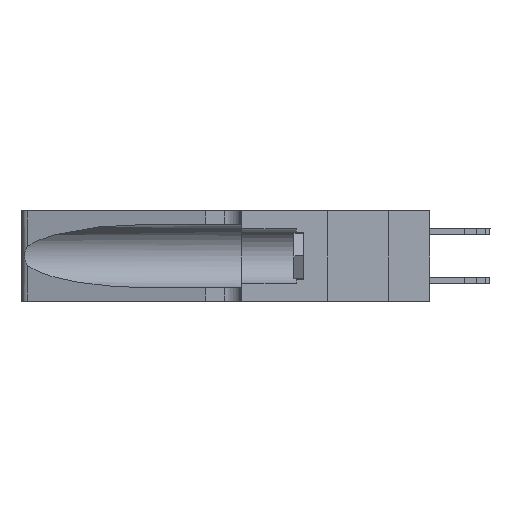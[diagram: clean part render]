
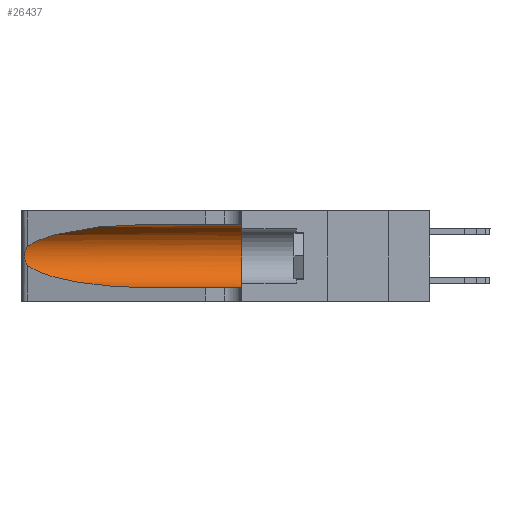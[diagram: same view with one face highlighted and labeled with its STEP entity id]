
A CAD part, left-side view. The second image highlights one B-rep face of the part: STEP entity #26437.
In plain terms, the highlighted cylindrical face has radius 3.308 mm (diameter 6.617 mm), a partial arc.
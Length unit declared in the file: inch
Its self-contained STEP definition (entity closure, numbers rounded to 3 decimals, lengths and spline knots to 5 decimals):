
#950 = AXIS2_PLACEMENT_3D ( 'NONE', #32428, #10896, #37967 ) ;
#2399 = CARTESIAN_POINT ( 'NONE',  ( 0.1305, 1.61858, 0.05475 ) ) ;
#2508 = DIRECTION ( 'NONE',  ( 0., -1., 0. ) ) ;
#2549 = CARTESIAN_POINT ( 'NONE',  ( 0.25487, 1.22718, 0.22369 ) ) ;
#2687 = CARTESIAN_POINT ( 'NONE',  ( 0.26017, 1.23833, 0.17102 ) ) ;
#3077 = CARTESIAN_POINT ( 'NONE',  ( 0.25487, 1.22718, 0.14631 ) ) ;
#3314 = CARTESIAN_POINT ( 'NONE',  ( 0.25487, 1.22718, 0.14631 ) ) ;
#5333 = CARTESIAN_POINT ( 'NONE',  ( 0.25639, 1.23186, 0.15144 ) ) ;
#5590 = CARTESIAN_POINT ( 'NONE',  ( 0.26075, 1.23896, 0.19203 ) ) ;
#5986 = CARTESIAN_POINT ( 'NONE',  ( 0.1305, 0.72297, 0.05475 ) ) ;
#8403 = CARTESIAN_POINT ( 'NONE',  ( 0.25487, 1.22718, 0.22369 ) ) ;
#10048 = CARTESIAN_POINT ( 'NONE',  ( 0.1305, 0.72297, 0.31525 ) ) ;
#10896 = DIRECTION ( 'NONE',  ( 0., 1., 0. ) ) ;
#11188 = LINE ( 'NONE', #26521, #18253 ) ;
#11283 = CARTESIAN_POINT ( 'NONE',  ( 0.25856, 1.23593, 0.16098 ) ) ;
#11545 = DIRECTION ( 'NONE',  ( 0., -1., 0. ) ) ;
#12075 = VERTEX_POINT ( 'NONE', #22458 ) ;
#12350 = DIRECTION ( 'NONE',  ( 0., 0., -1. ) ) ;
#12484 = VECTOR ( 'NONE', #11545, 39.37008 ) ;
#14598 = ORIENTED_EDGE ( 'NONE', *, *, #21017, .T. ) ;
#15517 = B_SPLINE_CURVE_WITH_KNOTS ( 'NONE', 3,
 ( #2549, #32933, #23633, #17343, #38993, #32639, #5590, #17749, #2687, #11283, #38838, #5333, #29505, #32787 ),
 .UNSPECIFIED., .F., .F.,
 ( 4, 2, 2, 2, 2, 2, 4 ),
 ( 0., 0.00027, 0.00053, 0.00107, 0.0016, 0.00187, 0.00214 ),
 .UNSPECIFIED. ) ;
#15854 = CYLINDRICAL_SURFACE ( 'NONE', #24906, 0.13025 ) ;
#16755 = VERTEX_POINT ( 'NONE', #38070 ) ;
#17169 = ORIENTED_EDGE ( 'NONE', *, *, #35806, .T. ) ;
#17343 = CARTESIAN_POINT ( 'NONE',  ( 0.25787, 1.23484, 0.2124 ) ) ;
#17685 = CARTESIAN_POINT ( 'NONE',  ( 0.25487, 1.22718, 0.22369 ) ) ;
#17749 = CARTESIAN_POINT ( 'NONE',  ( 0.26075, 1.23896, 0.178 ) ) ;
#18253 = VECTOR ( 'NONE', #2508, 39.37008 ) ;
#18686 = CARTESIAN_POINT ( 'NONE',  ( 0.1305, 1.61858, 0.185 ) ) ;
#19770 = EDGE_LOOP ( 'NONE', ( #14598, #25809, #30396, #17169, #33212, #22172 ) ) ;
#19783 = VERTEX_POINT ( 'NONE', #3077 ) ;
#20885 = EDGE_CURVE ( 'NONE', #16755, #12075, #28075, .T. ) ;
#21017 = EDGE_CURVE ( 'NONE', #36499, #34560, #25444, .T. ) ;
#22172 = ORIENTED_EDGE ( 'NONE', *, *, #23104, .F. ) ;
#22458 = CARTESIAN_POINT ( 'NONE',  ( 0.1305, 0.35, 0.05475 ) ) ;
#23104 = EDGE_CURVE ( 'NONE', #36499, #16755, #11188, .T. ) ;
#23633 = CARTESIAN_POINT ( 'NONE',  ( 0.25639, 1.23184, 0.21858 ) ) ;
#23654 = CARTESIAN_POINT ( 'NONE',  ( 0.2373, 1.15595, 0.28018 ) ) ;
#24367 = DIRECTION ( 'NONE',  ( 0., -1., 0. ) ) ;
#24906 = AXIS2_PLACEMENT_3D ( 'NONE', #18686, #24367, #12350 ) ;
#25444 =( BOUNDED_CURVE ( )  B_SPLINE_CURVE ( 3, ( #39012, #29527, #23654, #8403 ),
 .UNSPECIFIED., .F., .T. ) 
 B_SPLINE_CURVE_WITH_KNOTS ( ( 4, 4 ),
 ( 1.5708, 2.84003 ),
 .UNSPECIFIED. ) 
 CURVE ( )  GEOMETRIC_REPRESENTATION_ITEM ( )  RATIONAL_B_SPLINE_CURVE ( ( 1., 0.87, 0.87, 1. ) ) 
 REPRESENTATION_ITEM ( '' )  );
#25809 = ORIENTED_EDGE ( 'NONE', *, *, #30176, .T. ) ;
#26437 = ADVANCED_FACE ( 'NONE', ( #28600 ), #15854, .F. ) ;
#26521 = CARTESIAN_POINT ( 'NONE',  ( 0.1305, 1.61858, 0.31525 ) ) ;
#27456 = CARTESIAN_POINT ( 'NONE',  ( 0.18966, 0.96281, 0.05475 ) ) ;
#28075 = CIRCLE ( 'NONE', #950, 0.13025 ) ;
#28600 = FACE_OUTER_BOUND ( 'NONE', #19770, .T. ) ;
#28864 =( BOUNDED_CURVE ( )  B_SPLINE_CURVE ( 3, ( #3314, #36330, #27456, #5986 ),
 .UNSPECIFIED., .F., .T. ) 
 B_SPLINE_CURVE_WITH_KNOTS ( ( 4, 4 ),
 ( 3.44316, 4.71239 ),
 .UNSPECIFIED. ) 
 CURVE ( )  GEOMETRIC_REPRESENTATION_ITEM ( )  RATIONAL_B_SPLINE_CURVE ( ( 1., 0.87, 0.87, 1. ) ) 
 REPRESENTATION_ITEM ( '' )  );
#29505 = CARTESIAN_POINT ( 'NONE',  ( 0.25555, 1.22993, 0.14849 ) ) ;
#29527 = CARTESIAN_POINT ( 'NONE',  ( 0.18966, 0.96281, 0.31525 ) ) ;
#29648 = CARTESIAN_POINT ( 'NONE',  ( 0.1305, 0.72297, 0.05475 ) ) ;
#30176 = EDGE_CURVE ( 'NONE', #34560, #19783, #15517, .T. ) ;
#30396 = ORIENTED_EDGE ( 'NONE', *, *, #31312, .T. ) ;
#31312 = EDGE_CURVE ( 'NONE', #19783, #35784, #28864, .T. ) ;
#32428 = CARTESIAN_POINT ( 'NONE',  ( 0.1305, 0.35, 0.185 ) ) ;
#32639 = CARTESIAN_POINT ( 'NONE',  ( 0.26018, 1.23835, 0.19895 ) ) ;
#32787 = CARTESIAN_POINT ( 'NONE',  ( 0.25487, 1.22718, 0.14631 ) ) ;
#32933 = CARTESIAN_POINT ( 'NONE',  ( 0.25555, 1.22994, 0.2215 ) ) ;
#33212 = ORIENTED_EDGE ( 'NONE', *, *, #20885, .F. ) ;
#34560 = VERTEX_POINT ( 'NONE', #17685 ) ;
#35784 = VERTEX_POINT ( 'NONE', #29648 ) ;
#35806 = EDGE_CURVE ( 'NONE', #35784, #12075, #37029, .T. ) ;
#36330 = CARTESIAN_POINT ( 'NONE',  ( 0.2373, 1.15595, 0.08982 ) ) ;
#36499 = VERTEX_POINT ( 'NONE', #10048 ) ;
#37029 = LINE ( 'NONE', #2399, #12484 ) ;
#37967 = DIRECTION ( 'NONE',  ( 0., 0., 1. ) ) ;
#38070 = CARTESIAN_POINT ( 'NONE',  ( 0.1305, 0.35, 0.31525 ) ) ;
#38838 = CARTESIAN_POINT ( 'NONE',  ( 0.25789, 1.23486, 0.15765 ) ) ;
#38993 = CARTESIAN_POINT ( 'NONE',  ( 0.25854, 1.2359, 0.20912 ) ) ;
#39012 = CARTESIAN_POINT ( 'NONE',  ( 0.1305, 0.72297, 0.31525 ) ) ;
